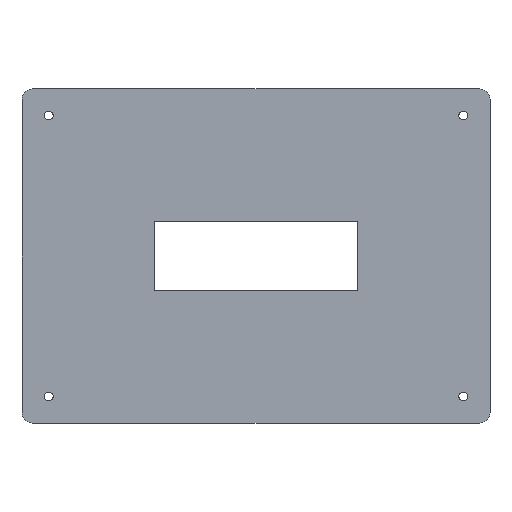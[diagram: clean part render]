
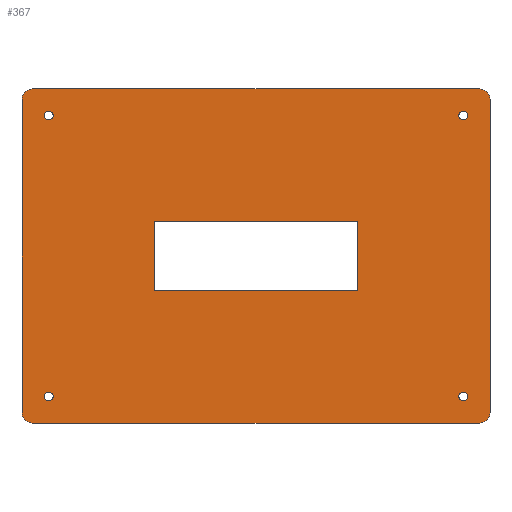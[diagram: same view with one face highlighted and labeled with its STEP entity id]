
A CAD part, top view. The second image highlights one B-rep face of the part: STEP entity #367.
In plain terms, the highlighted planar face has unit normal (0, 0, 1).
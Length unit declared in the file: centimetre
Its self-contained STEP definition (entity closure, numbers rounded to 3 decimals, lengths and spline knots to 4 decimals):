
#25=FACE_BOUND('',#81,.T.);
#26=FACE_BOUND('',#82,.T.);
#27=FACE_BOUND('',#83,.T.);
#28=FACE_BOUND('',#84,.T.);
#29=FACE_BOUND('',#85,.T.);
#39=PLANE('',#404);
#57=FACE_OUTER_BOUND('',#80,.T.);
#80=EDGE_LOOP('',(#326,#327,#328,#329,#330,#331,#332,#333));
#81=EDGE_LOOP('',(#334));
#82=EDGE_LOOP('',(#335));
#83=EDGE_LOOP('',(#336));
#84=EDGE_LOOP('',(#337));
#85=EDGE_LOOP('',(#338,#339,#340,#341));
#94=LINE('',#552,#126);
#104=LINE('',#580,#136);
#107=LINE('',#588,#139);
#110=LINE('',#597,#142);
#112=LINE('',#601,#144);
#114=LINE('',#605,#146);
#116=LINE('',#608,#148);
#117=LINE('',#610,#149);
#126=VECTOR('',#450,10.);
#136=VECTOR('',#474,10.);
#139=VECTOR('',#483,10.);
#142=VECTOR('',#492,10.);
#144=VECTOR('',#496,10.);
#146=VECTOR('',#500,10.);
#148=VECTOR('',#504,10.);
#149=VECTOR('',#507,10.);
#150=CIRCLE('',#372,3.25);
#152=CIRCLE('',#375,3.25);
#154=CIRCLE('',#378,3.25);
#156=CIRCLE('',#381,3.25);
#158=CIRCLE('',#384,8.);
#163=CIRCLE('',#392,8.);
#164=CIRCLE('',#395,8.);
#165=CIRCLE('',#398,8.);
#166=VERTEX_POINT('',#515);
#168=VERTEX_POINT('',#521);
#170=VERTEX_POINT('',#527);
#172=VERTEX_POINT('',#533);
#174=VERTEX_POINT('',#539);
#175=VERTEX_POINT('',#540);
#179=VERTEX_POINT('',#550);
#189=VERTEX_POINT('',#574);
#190=VERTEX_POINT('',#578);
#191=VERTEX_POINT('',#582);
#192=VERTEX_POINT('',#586);
#193=VERTEX_POINT('',#590);
#194=VERTEX_POINT('',#594);
#195=VERTEX_POINT('',#596);
#196=VERTEX_POINT('',#600);
#197=VERTEX_POINT('',#604);
#198=EDGE_CURVE('',#166,#166,#150,.T.);
#201=EDGE_CURVE('',#168,#168,#152,.T.);
#204=EDGE_CURVE('',#170,#170,#154,.T.);
#207=EDGE_CURVE('',#172,#172,#156,.T.);
#210=EDGE_CURVE('',#174,#175,#158,.T.);
#216=EDGE_CURVE('',#174,#179,#94,.T.);
#227=EDGE_CURVE('',#189,#179,#163,.T.);
#230=EDGE_CURVE('',#189,#190,#104,.T.);
#231=EDGE_CURVE('',#191,#190,#164,.T.);
#234=EDGE_CURVE('',#191,#192,#107,.T.);
#235=EDGE_CURVE('',#193,#192,#165,.T.);
#238=EDGE_CURVE('',#195,#194,#110,.T.);
#240=EDGE_CURVE('',#196,#195,#112,.T.);
#242=EDGE_CURVE('',#197,#196,#114,.T.);
#244=EDGE_CURVE('',#194,#197,#116,.T.);
#245=EDGE_CURVE('',#193,#175,#117,.T.);
#326=ORIENTED_EDGE('',*,*,#210,.F.);
#327=ORIENTED_EDGE('',*,*,#216,.T.);
#328=ORIENTED_EDGE('',*,*,#227,.F.);
#329=ORIENTED_EDGE('',*,*,#230,.T.);
#330=ORIENTED_EDGE('',*,*,#231,.F.);
#331=ORIENTED_EDGE('',*,*,#234,.T.);
#332=ORIENTED_EDGE('',*,*,#235,.F.);
#333=ORIENTED_EDGE('',*,*,#245,.T.);
#334=ORIENTED_EDGE('',*,*,#198,.T.);
#335=ORIENTED_EDGE('',*,*,#201,.T.);
#336=ORIENTED_EDGE('',*,*,#204,.T.);
#337=ORIENTED_EDGE('',*,*,#207,.T.);
#338=ORIENTED_EDGE('',*,*,#244,.T.);
#339=ORIENTED_EDGE('',*,*,#242,.T.);
#340=ORIENTED_EDGE('',*,*,#240,.T.);
#341=ORIENTED_EDGE('',*,*,#238,.T.);
#367=ADVANCED_FACE('',(#57,#25,#26,#27,#28,#29),#39,.T.);
#372=AXIS2_PLACEMENT_3D('',#516,#412,#413);
#375=AXIS2_PLACEMENT_3D('',#522,#419,#420);
#378=AXIS2_PLACEMENT_3D('',#528,#426,#427);
#381=AXIS2_PLACEMENT_3D('',#534,#433,#434);
#384=AXIS2_PLACEMENT_3D('',#541,#440,#441);
#392=AXIS2_PLACEMENT_3D('',#575,#468,#469);
#395=AXIS2_PLACEMENT_3D('',#583,#477,#478);
#398=AXIS2_PLACEMENT_3D('',#591,#486,#487);
#404=AXIS2_PLACEMENT_3D('',#611,#508,#509);
#412=DIRECTION('center_axis',(0.,0.,-1.));
#413=DIRECTION('ref_axis',(-1.,0.,0.));
#419=DIRECTION('center_axis',(0.,0.,-1.));
#420=DIRECTION('ref_axis',(1.,0.,0.));
#426=DIRECTION('center_axis',(0.,0.,-1.));
#427=DIRECTION('ref_axis',(-1.,0.,0.));
#433=DIRECTION('center_axis',(0.,0.,-1.));
#434=DIRECTION('ref_axis',(1.,0.,0.));
#440=DIRECTION('center_axis',(0.,0.,-1.));
#441=DIRECTION('ref_axis',(-0.707,0.707,0.));
#450=DIRECTION('',(0.,-1.,0.));
#468=DIRECTION('center_axis',(0.,0.,-1.));
#469=DIRECTION('ref_axis',(-0.707,-0.707,0.));
#474=DIRECTION('',(1.,0.,0.));
#477=DIRECTION('center_axis',(0.,0.,-1.));
#478=DIRECTION('ref_axis',(0.707,-0.707,0.));
#483=DIRECTION('',(0.,1.,0.));
#486=DIRECTION('center_axis',(0.,0.,-1.));
#487=DIRECTION('ref_axis',(0.707,0.707,0.));
#492=DIRECTION('',(-1.,0.,0.));
#496=DIRECTION('',(0.,-1.,0.));
#500=DIRECTION('',(1.,0.,0.));
#504=DIRECTION('',(0.,1.,0.));
#507=DIRECTION('',(-1.,0.,0.));
#508=DIRECTION('center_axis',(0.,0.,1.));
#509=DIRECTION('ref_axis',(1.,0.,0.));
#515=CARTESIAN_POINT('',(158.25,-79.,0.));
#516=CARTESIAN_POINT('Origin',(155.,-79.,0.));
#521=CARTESIAN_POINT('',(-158.25,-79.,0.));
#522=CARTESIAN_POINT('Origin',(-155.,-79.,0.));
#527=CARTESIAN_POINT('',(158.25,131.,0.));
#528=CARTESIAN_POINT('Origin',(155.,131.,0.));
#533=CARTESIAN_POINT('',(-158.25,131.,0.));
#534=CARTESIAN_POINT('Origin',(-155.,131.,0.));
#539=CARTESIAN_POINT('',(-175.,143.,0.));
#540=CARTESIAN_POINT('',(-167.,151.,0.));
#541=CARTESIAN_POINT('Origin',(-167.,143.,0.));
#550=CARTESIAN_POINT('',(-175.,-91.,0.));
#552=CARTESIAN_POINT('',(-175.,151.,0.));
#574=CARTESIAN_POINT('',(-167.,-99.,0.));
#575=CARTESIAN_POINT('Origin',(-167.,-91.,0.));
#578=CARTESIAN_POINT('',(167.,-99.,0.));
#580=CARTESIAN_POINT('',(-175.,-99.,0.));
#582=CARTESIAN_POINT('',(175.,-91.,0.));
#583=CARTESIAN_POINT('Origin',(167.,-91.,0.));
#586=CARTESIAN_POINT('',(175.,143.,0.));
#588=CARTESIAN_POINT('',(175.,-99.,0.));
#590=CARTESIAN_POINT('',(167.,151.,0.));
#591=CARTESIAN_POINT('Origin',(167.,143.,0.));
#594=CARTESIAN_POINT('',(-76.,0.,0.));
#596=CARTESIAN_POINT('',(76.,0.,0.));
#597=CARTESIAN_POINT('',(76.,0.,0.));
#600=CARTESIAN_POINT('',(76.,52.,0.));
#601=CARTESIAN_POINT('',(76.,52.,0.));
#604=CARTESIAN_POINT('',(-76.,52.,0.));
#605=CARTESIAN_POINT('',(-76.,52.,0.));
#608=CARTESIAN_POINT('',(-76.,0.,0.));
#610=CARTESIAN_POINT('',(175.,151.,0.));
#611=CARTESIAN_POINT('Origin',(0.,26.,0.));
